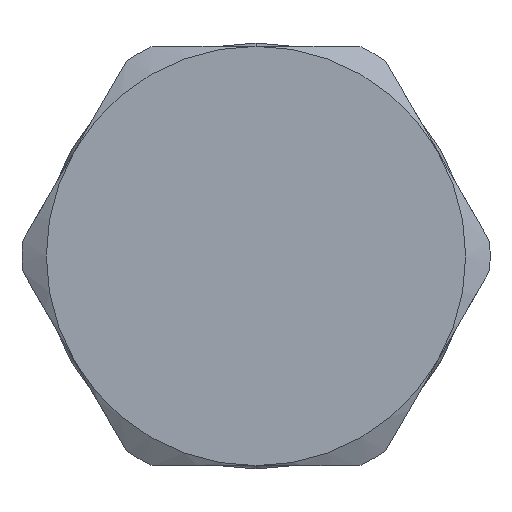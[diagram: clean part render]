
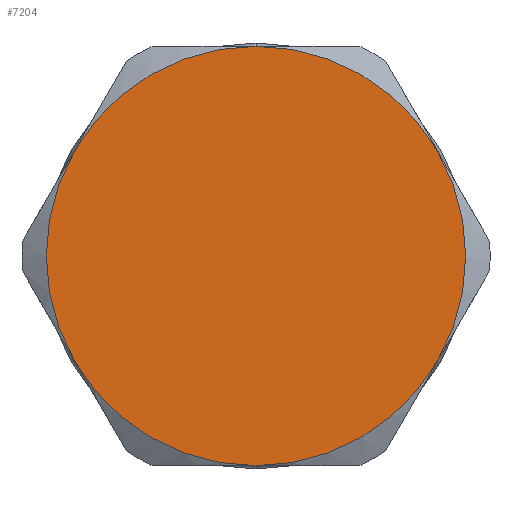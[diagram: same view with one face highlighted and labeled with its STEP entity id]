
A CAD part, left-side view. The second image highlights one B-rep face of the part: STEP entity #7204.
In plain terms, the highlighted planar face has unit normal (-1, 0, 0).
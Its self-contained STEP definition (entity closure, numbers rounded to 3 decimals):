
#1445 = ORIENTED_EDGE ( 'NONE', *, *, #7635, .F. ) ;
#1448 = ORIENTED_EDGE ( 'NONE', *, *, #7636, .F. ) ;
#1449 = ORIENTED_EDGE ( 'NONE', *, *, #7637, .F. ) ;
#1476 = ORIENTED_EDGE ( 'NONE', *, *, #7638, .F. ) ;
#1536 = ORIENTED_EDGE ( 'NONE', *, *, #7633, .F. ) ;
#1537 = ORIENTED_EDGE ( 'NONE', *, *, #7634, .T. ) ;
#1893 = FACE_OUTER_BOUND ( 'NONE', #8160, .T. ) ;
#2599 = AXIS2_PLACEMENT_3D ( 'NONE', #6805, #6810, #6811 ) ;
#2859 = AXIS2_PLACEMENT_3D ( 'NONE', #5371, #5372, #5373 ) ;
#2860 = AXIS2_PLACEMENT_3D ( 'NONE', #5374, #5375, #5376 ) ;
#2861 = AXIS2_PLACEMENT_3D ( 'NONE', #5377, #5378, #5379 ) ;
#2862 = AXIS2_PLACEMENT_3D ( 'NONE', #5380, #5381, #5382 ) ;
#2863 = AXIS2_PLACEMENT_3D ( 'NONE', #5385, #5386, #5387 ) ;
#2864 = AXIS2_PLACEMENT_3D ( 'NONE', #5390, #5391, #5392 ) ;
#4221 = CIRCLE ( 'NONE', #2859, 11.11 ) ;
#4224 = CIRCLE ( 'NONE', #2860, 11.11 ) ;
#4226 = CIRCLE ( 'NONE', #2861, 11.11 ) ;
#4227 = CIRCLE ( 'NONE', #2862, 11.11 ) ;
#4228 = CIRCLE ( 'NONE', #2863, 11.11 ) ;
#4229 = CIRCLE ( 'NONE', #2864, 11.11 ) ;
#5371 = CARTESIAN_POINT ( 'NONE',  ( 0., 0., 0. ) ) ;
#5372 = DIRECTION ( 'NONE',  ( 1., 0., 0. ) ) ;
#5373 = DIRECTION ( 'NONE',  ( 0., 0., -1. ) ) ;
#5374 = CARTESIAN_POINT ( 'NONE',  ( 0., 0., 0. ) ) ;
#5375 = DIRECTION ( 'NONE',  ( -1., 0., 0. ) ) ;
#5376 = DIRECTION ( 'NONE',  ( 0., 0., 1. ) ) ;
#5377 = CARTESIAN_POINT ( 'NONE',  ( 0., 0., 0. ) ) ;
#5378 = DIRECTION ( 'NONE',  ( 1., 0., 0. ) ) ;
#5379 = DIRECTION ( 'NONE',  ( 0., 0., -1. ) ) ;
#5380 = CARTESIAN_POINT ( 'NONE',  ( 0., 0., 0. ) ) ;
#5381 = DIRECTION ( 'NONE',  ( 1., 0., 0. ) ) ;
#5382 = DIRECTION ( 'NONE',  ( 0., 0., -1. ) ) ;
#5385 = CARTESIAN_POINT ( 'NONE',  ( 0., 0., 0. ) ) ;
#5386 = DIRECTION ( 'NONE',  ( 1., 0., 0. ) ) ;
#5387 = DIRECTION ( 'NONE',  ( 0., 0., -1. ) ) ;
#5390 = CARTESIAN_POINT ( 'NONE',  ( 0., 0., 0. ) ) ;
#5391 = DIRECTION ( 'NONE',  ( 1., 0., 0. ) ) ;
#5392 = DIRECTION ( 'NONE',  ( 0., 0., -1. ) ) ;
#5417 = CARTESIAN_POINT ( 'NONE',  ( 0., 0., -11.11 ) ) ;
#5418 = CARTESIAN_POINT ( 'NONE',  ( 0., 0., 11.11 ) ) ;
#5419 = CARTESIAN_POINT ( 'NONE',  ( 0., -9.622, 5.555 ) ) ;
#5443 = CARTESIAN_POINT ( 'NONE',  ( 0., 9.622, 5.555 ) ) ;
#5446 = CARTESIAN_POINT ( 'NONE',  ( 0., 9.622, -5.555 ) ) ;
#5449 = CARTESIAN_POINT ( 'NONE',  ( 0., -9.622, -5.555 ) ) ;
#6803 = PLANE ( 'NONE',  #2599 ) ;
#6805 = CARTESIAN_POINT ( 'NONE',  ( 0., -12.829, 0. ) ) ;
#6810 = DIRECTION ( 'NONE',  ( 1., 0., 0. ) ) ;
#6811 = DIRECTION ( 'NONE',  ( 0., 0., -1. ) ) ;
#7204 = ADVANCED_FACE ( 'NONE', ( #1893 ), #6803, .F. ) ;
#7633 = EDGE_CURVE ( 'NONE', #7905, #7902, #4221, .T. ) ;
#7634 = EDGE_CURVE ( 'NONE', #7877, #7902, #4224, .T. ) ;
#7635 = EDGE_CURVE ( 'NONE', #7877, #7878, #4226, .T. ) ;
#7636 = EDGE_CURVE ( 'NONE', #7878, #7908, #4227, .T. ) ;
#7637 = EDGE_CURVE ( 'NONE', #7908, #7876, #4228, .T. ) ;
#7638 = EDGE_CURVE ( 'NONE', #7876, #7905, #4229, .T. ) ;
#7876 = VERTEX_POINT ( 'NONE', #5417 ) ;
#7877 = VERTEX_POINT ( 'NONE', #5418 ) ;
#7878 = VERTEX_POINT ( 'NONE', #5419 ) ;
#7902 = VERTEX_POINT ( 'NONE', #5443 ) ;
#7905 = VERTEX_POINT ( 'NONE', #5446 ) ;
#7908 = VERTEX_POINT ( 'NONE', #5449 ) ;
#8160 = EDGE_LOOP ( 'NONE', ( #1476, #1449, #1448, #1445, #1537, #1536 ) ) ;
